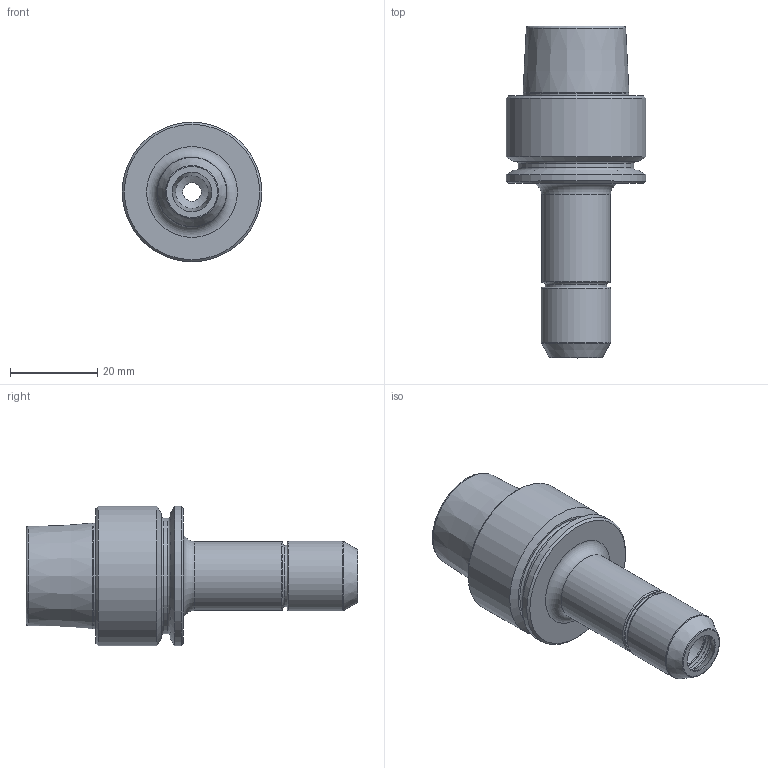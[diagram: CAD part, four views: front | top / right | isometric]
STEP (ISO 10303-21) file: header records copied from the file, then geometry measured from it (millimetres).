
FILE_DESCRIPTION(/* description */ ('Alibre Inc.'),/* implementation_level */ '2;1');
FILE_NAME(/* name */ 'export-B4829953-3E20-4FC4-9B27-4A527C2FCC54',/* time_stamp */ '2024-08-12T09:16:58+02:00',/* author */ (''),/* organization */ (''),/* preprocessor_version */ 'ST-DEVELOPER v17',/* originating_system */ 'Alibre',/* authorisation */ '');
FILE_SCHEMA (('AUTOMOTIVE_DESIGN'));
Length unit declared in the file: millimetre
Products named in the file (3): NOCUT
Bounding box: 32 x 76 x 32 mm (x, y, z)
Volume: 20939.7 mm3; surface area: 10762.8 mm2
Topology: 2 solids, 2 shells, 73 faces, 155 edges, 96 vertices
Faces by surface type: cylinder 22, torus 20, cone 17, plane 14
Full cylindrical faces by diameter (mm): 4.2 x1, 7.5 x1, 8.917 x1, 9.1 x1, 11 x1, 11.791 x1, 12 x1, 12.7 x1, 12.917 x1, 14 x2, 14.15 x2, 15.8 x1, 16 x1, 17 x2, 20.5 x1, 24.129 x1, 26.5 x1, 32 x2
Entity records: 1992 total; most frequent: DIRECTION 367, CARTESIAN_POINT 316, ORIENTED_EDGE 310, AXIS2_PLACEMENT_3D 181, EDGE_CURVE 155, CIRCLE 104, VERTEX_POINT 96, EDGE_LOOP 87
